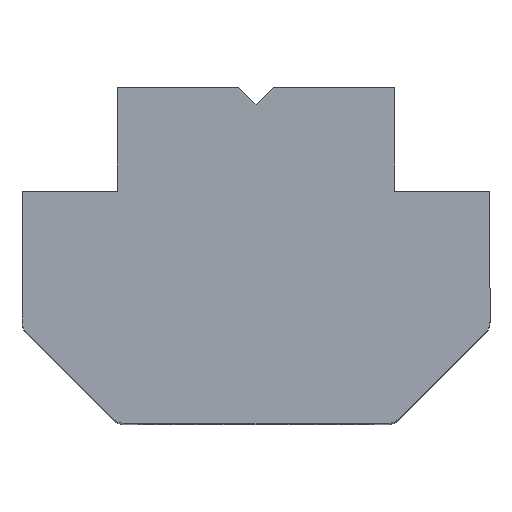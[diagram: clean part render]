
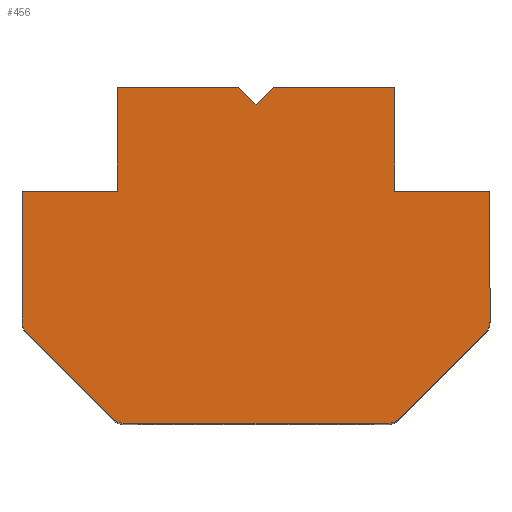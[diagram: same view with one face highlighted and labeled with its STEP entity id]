
A CAD part, top view. The second image highlights one B-rep face of the part: STEP entity #456.
In plain terms, the highlighted planar face has unit normal (0, 0, 1).
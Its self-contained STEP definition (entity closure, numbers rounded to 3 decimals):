
#9 = EDGE_CURVE ( 'NONE', #627, #817, #624, .T. ) ;
#15 = EDGE_CURVE ( 'NONE', #640, #818, #619, .T. ) ;
#23 = EDGE_CURVE ( 'NONE', #631, #640, #614, .T. ) ;
#24 = AXIS2_PLACEMENT_3D ( 'NONE', #233, #232, #231 ) ;
#33 = AXIS2_PLACEMENT_3D ( 'NONE', #303, #302, #301 ) ;
#34 = AXIS2_PLACEMENT_3D ( 'NONE', #306, #305, #304 ) ;
#35 = AXIS2_PLACEMENT_3D ( 'NONE', #315, #314, #313 ) ;
#36 = AXIS2_PLACEMENT_3D ( 'NONE', #320, #319, #318 ) ;
#43 = EDGE_CURVE ( 'NONE', #702, #631, #537, .T. ) ;
#46 = EDGE_CURVE ( 'NONE', #745, #702, #540, .T. ) ;
#50 = EDGE_CURVE ( 'NONE', #729, #734, #533, .T. ) ;
#55 = EDGE_CURVE ( 'NONE', #719, #821, #523, .T. ) ;
#57 = EDGE_CURVE ( 'NONE', #749, #809, #520, .T. ) ;
#61 = EDGE_CURVE ( 'NONE', #818, #627, #509, .T. ) ;
#71 = EDGE_CURVE ( 'NONE', #724, #804, #493, .T. ) ;
#77 = EDGE_CURVE ( 'NONE', #729, #719, #606, .T. ) ;
#78 = EDGE_CURVE ( 'NONE', #745, #734, #604, .T. ) ;
#79 = EDGE_CURVE ( 'NONE', #816, #809, #603, .T. ) ;
#81 = EDGE_CURVE ( 'NONE', #804, #749, #602, .T. ) ;
#82 = EDGE_CURVE ( 'NONE', #821, #724, #599, .T. ) ;
#83 = EDGE_CURVE ( 'NONE', #642, #816, #600, .T. ) ;
#91 = EDGE_CURVE ( 'NONE', #817, #642, #587, .T. ) ;
#95 = CARTESIAN_POINT ( 'NONE',  ( -6.75, 1.85, 10. ) ) ;
#96 = CARTESIAN_POINT ( 'NONE',  ( -6.604, -2.246, 10. ) ) ;
#97 = CARTESIAN_POINT ( 'NONE',  ( 4., 4.85, 10. ) ) ;
#100 = CARTESIAN_POINT ( 'NONE',  ( -6.75, -1.893, 10. ) ) ;
#101 = CARTESIAN_POINT ( 'NONE',  ( 4.146, -4.704, 10. ) ) ;
#102 = CARTESIAN_POINT ( 'NONE',  ( -4., 4.85, 10. ) ) ;
#108 = CARTESIAN_POINT ( 'NONE',  ( -4., 1.85, 10. ) ) ;
#115 = CARTESIAN_POINT ( 'NONE',  ( 0., 4.35, 10. ) ) ;
#119 = CARTESIAN_POINT ( 'NONE',  ( -3.793, -4.85, 10. ) ) ;
#120 = CARTESIAN_POINT ( 'NONE',  ( -4.146, -4.704, 10. ) ) ;
#121 = CARTESIAN_POINT ( 'NONE',  ( 6.75, -1.893, 10. ) ) ;
#169 = CARTESIAN_POINT ( 'NONE',  ( -0.5, 4.85, 10. ) ) ;
#170 = CARTESIAN_POINT ( 'NONE',  ( 0.5, 4.85, 10. ) ) ;
#172 = CARTESIAN_POINT ( 'NONE',  ( 3.793, -4.85, 10. ) ) ;
#173 = CARTESIAN_POINT ( 'NONE',  ( 6.75, 1.85, 10. ) ) ;
#174 = CARTESIAN_POINT ( 'NONE',  ( 4., 1.85, 10. ) ) ;
#175 = CARTESIAN_POINT ( 'NONE',  ( 6.604, -2.246, 10. ) ) ;
#231 = DIRECTION ( 'NONE',  ( 1., 0., 0. ) ) ;
#232 = DIRECTION ( 'NONE',  ( 0., 0., 1. ) ) ;
#233 = CARTESIAN_POINT ( 'NONE',  ( 0., 0., 10. ) ) ;
#244 = PLANE ( 'NONE',  #24 ) ;
#286 = DIRECTION ( 'NONE',  ( 1., 0., 0. ) ) ;
#287 = CARTESIAN_POINT ( 'NONE',  ( 0., 4.85, 10. ) ) ;
#301 = DIRECTION ( 'NONE',  ( 1., 0., 0. ) ) ;
#302 = DIRECTION ( 'NONE',  ( 0., 0., 1. ) ) ;
#303 = CARTESIAN_POINT ( 'NONE',  ( 3.793, -4.35, 10. ) ) ;
#304 = DIRECTION ( 'NONE',  ( 1., 0., 0. ) ) ;
#305 = DIRECTION ( 'NONE',  ( 0., 0., 1. ) ) ;
#306 = CARTESIAN_POINT ( 'NONE',  ( 6.25, -1.893, 10. ) ) ;
#307 = DIRECTION ( 'NONE',  ( 0., -1., 0. ) ) ;
#308 = CARTESIAN_POINT ( 'NONE',  ( 4., 0., 10. ) ) ;
#313 = DIRECTION ( 'NONE',  ( 1., 0., 0. ) ) ;
#314 = DIRECTION ( 'NONE',  ( 0., 0., 1. ) ) ;
#315 = CARTESIAN_POINT ( 'NONE',  ( -6.25, -1.893, 10. ) ) ;
#318 = DIRECTION ( 'NONE',  ( 1., 0., 0. ) ) ;
#319 = DIRECTION ( 'NONE',  ( 0., 0., 1. ) ) ;
#320 = CARTESIAN_POINT ( 'NONE',  ( -3.793, -4.35, 10. ) ) ;
#321 = DIRECTION ( 'NONE',  ( 1., 0., 0. ) ) ;
#322 = CARTESIAN_POINT ( 'NONE',  ( 0., 1.85, 10. ) ) ;
#335 = DIRECTION ( 'NONE',  ( 0.707, 0.707, 0. ) ) ;
#342 = CARTESIAN_POINT ( 'NONE',  ( 0., -4.85, 10. ) ) ;
#354 = CARTESIAN_POINT ( 'NONE',  ( 4.425, -4.425, 10. ) ) ;
#362 = DIRECTION ( 'NONE',  ( 0.707, -0.707, 0. ) ) ;
#363 = CARTESIAN_POINT ( 'NONE',  ( 2.175, 2.175, 10. ) ) ;
#370 = DIRECTION ( 'NONE',  ( 0., 1., 0. ) ) ;
#375 = DIRECTION ( 'NONE',  ( 1., 0., 0. ) ) ;
#377 = CARTESIAN_POINT ( 'NONE',  ( 6.75, 0., 10. ) ) ;
#378 = CARTESIAN_POINT ( 'NONE',  ( -2.175, 2.175, 10. ) ) ;
#379 = CARTESIAN_POINT ( 'NONE',  ( 0., 4.85, 10. ) ) ;
#385 = DIRECTION ( 'NONE',  ( -0.707, 0.707, 0. ) ) ;
#392 = CARTESIAN_POINT ( 'NONE',  ( -4.425, -4.425, 10. ) ) ;
#395 = DIRECTION ( 'NONE',  ( 0., 1., 0. ) ) ;
#396 = CARTESIAN_POINT ( 'NONE',  ( -6.75, 0., 10. ) ) ;
#402 = CARTESIAN_POINT ( 'NONE',  ( 0., 1.85, 10. ) ) ;
#405 = DIRECTION ( 'NONE',  ( 0., 1., 0. ) ) ;
#411 = DIRECTION ( 'NONE',  ( 1., 0., 0. ) ) ;
#413 = DIRECTION ( 'NONE',  ( 1., 0., 0. ) ) ;
#418 = DIRECTION ( 'NONE',  ( 0.707, 0.707, 0. ) ) ;
#422 = CARTESIAN_POINT ( 'NONE',  ( -4., 0., 10. ) ) ;
#426 = ORIENTED_EDGE ( 'NONE', *, *, #15, .F. ) ;
#427 = ORIENTED_EDGE ( 'NONE', *, *, #77, .T. ) ;
#428 = ORIENTED_EDGE ( 'NONE', *, *, #71, .T. ) ;
#429 = ORIENTED_EDGE ( 'NONE', *, *, #82, .T. ) ;
#432 = ORIENTED_EDGE ( 'NONE', *, *, #46, .F. ) ;
#443 = ORIENTED_EDGE ( 'NONE', *, *, #81, .T. ) ;
#444 = ORIENTED_EDGE ( 'NONE', *, *, #55, .T. ) ;
#446 = ORIENTED_EDGE ( 'NONE', *, *, #83, .F. ) ;
#449 = ORIENTED_EDGE ( 'NONE', *, *, #50, .F. ) ;
#452 = ORIENTED_EDGE ( 'NONE', *, *, #57, .T. ) ;
#456 = ADVANCED_FACE ( 'NONE', ( #578 ), #244, .T. ) ;
#493 = LINE ( 'NONE', #354, #494 ) ;
#494 = VECTOR ( 'NONE', #335, 1000. ) ;
#506 = VECTOR ( 'NONE', #362, 1000. ) ;
#509 = LINE ( 'NONE', #363, #506 ) ;
#514 = VECTOR ( 'NONE', #370, 1000. ) ;
#519 = VECTOR ( 'NONE', #375, 1000. ) ;
#520 = LINE ( 'NONE', #377, #514 ) ;
#523 = LINE ( 'NONE', #342, #519 ) ;
#529 = VECTOR ( 'NONE', #385, 1000. ) ;
#533 = LINE ( 'NONE', #392, #529 ) ;
#536 = VECTOR ( 'NONE', #395, 1000. ) ;
#537 = LINE ( 'NONE', #402, #543 ) ;
#540 = LINE ( 'NONE', #396, #536 ) ;
#543 = VECTOR ( 'NONE', #413, 1000. ) ;
#578 = FACE_OUTER_BOUND ( 'NONE', #707, .T. ) ;
#586 = VECTOR ( 'NONE', #286, 1000. ) ;
#587 = LINE ( 'NONE', #287, #586 ) ;
#596 = VECTOR ( 'NONE', #307, 1000. ) ;
#599 = CIRCLE ( 'NONE', #33, 0.5 ) ;
#600 = LINE ( 'NONE', #308, #596 ) ;
#601 = VECTOR ( 'NONE', #321, 1000. ) ;
#602 = CIRCLE ( 'NONE', #34, 0.5 ) ;
#603 = LINE ( 'NONE', #322, #601 ) ;
#604 = CIRCLE ( 'NONE', #35, 0.5 ) ;
#606 = CIRCLE ( 'NONE', #36, 0.5 ) ;
#614 = LINE ( 'NONE', #422, #649 ) ;
#619 = LINE ( 'NONE', #379, #652 ) ;
#623 = VECTOR ( 'NONE', #418, 1000. ) ;
#624 = LINE ( 'NONE', #378, #623 ) ;
#627 = VERTEX_POINT ( 'NONE', #115 ) ;
#631 = VERTEX_POINT ( 'NONE', #108 ) ;
#640 = VERTEX_POINT ( 'NONE', #102 ) ;
#642 = VERTEX_POINT ( 'NONE', #97 ) ;
#649 = VECTOR ( 'NONE', #405, 1000. ) ;
#652 = VECTOR ( 'NONE', #411, 1000. ) ;
#702 = VERTEX_POINT ( 'NONE', #95 ) ;
#707 = EDGE_LOOP ( 'NONE', ( #449, #427, #444, #429, #428, #443, #452, #785, #446, #750, #815, #812, #426, #760, #805, #432, #775 ) ) ;
#719 = VERTEX_POINT ( 'NONE', #119 ) ;
#724 = VERTEX_POINT ( 'NONE', #101 ) ;
#729 = VERTEX_POINT ( 'NONE', #120 ) ;
#734 = VERTEX_POINT ( 'NONE', #96 ) ;
#745 = VERTEX_POINT ( 'NONE', #100 ) ;
#749 = VERTEX_POINT ( 'NONE', #121 ) ;
#750 = ORIENTED_EDGE ( 'NONE', *, *, #91, .F. ) ;
#760 = ORIENTED_EDGE ( 'NONE', *, *, #23, .F. ) ;
#775 = ORIENTED_EDGE ( 'NONE', *, *, #78, .T. ) ;
#785 = ORIENTED_EDGE ( 'NONE', *, *, #79, .F. ) ;
#804 = VERTEX_POINT ( 'NONE', #175 ) ;
#805 = ORIENTED_EDGE ( 'NONE', *, *, #43, .F. ) ;
#809 = VERTEX_POINT ( 'NONE', #173 ) ;
#812 = ORIENTED_EDGE ( 'NONE', *, *, #61, .F. ) ;
#815 = ORIENTED_EDGE ( 'NONE', *, *, #9, .F. ) ;
#816 = VERTEX_POINT ( 'NONE', #174 ) ;
#817 = VERTEX_POINT ( 'NONE', #170 ) ;
#818 = VERTEX_POINT ( 'NONE', #169 ) ;
#821 = VERTEX_POINT ( 'NONE', #172 ) ;
